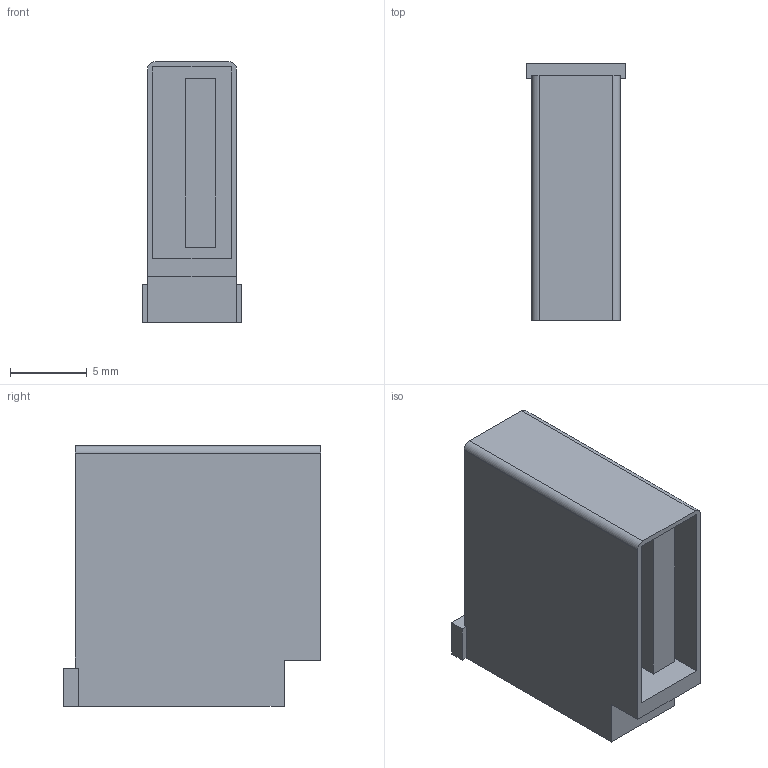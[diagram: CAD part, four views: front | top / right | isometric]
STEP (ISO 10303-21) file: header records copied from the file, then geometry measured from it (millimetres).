
FILE_DESCRIPTION(('FreeCAD Model'),'2;1');
FILE_NAME('HRO_U-A-25DD-W-1.step','2020-03-21T22:42:57',('kicad StepUp'),( 'ksu MCAD'),'Open CASCADE STEP processor 7.3','FreeCAD','Unknown');
FILE_SCHEMA(('AUTOMOTIVE_DESIGN { 1 0 10303 214 1 1 1 1 }'));
Length unit declared in the file: millimetre
Products named in the file (1): HRO_U-A-25DD-W-1
Bounding box: 6.5 x 16.8 x 17 mm (x, y, z)
Volume: 941 mm3; surface area: 1754.3 mm2
Topology: 1 solids, 1 shells, 28 faces, 70 edges, 46 vertices
Faces by surface type: plane 26, cylinder 2
Entity records: 1032 total; most frequent: CARTESIAN_POINT 145, ORIENTED_EDGE 140, DIRECTION 132, EDGE_CURVE 70, LINE 66, VECTOR 66, VERTEX_POINT 46, AXIS2_PLACEMENT_3D 33
